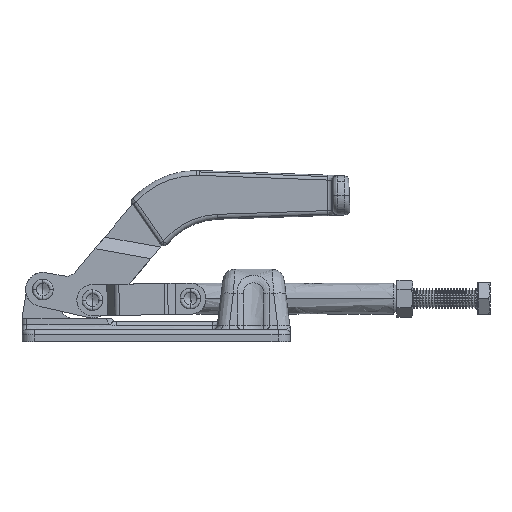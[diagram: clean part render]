
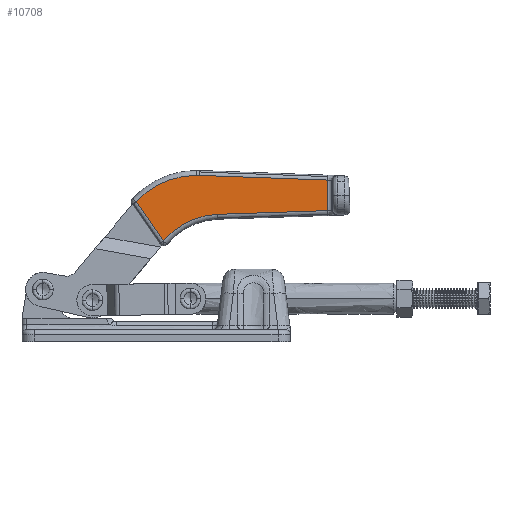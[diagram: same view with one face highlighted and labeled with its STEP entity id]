
A CAD part, left-side view. The second image highlights one B-rep face of the part: STEP entity #10708.
In plain terms, the highlighted planar face has unit normal (-1, 0, 0).
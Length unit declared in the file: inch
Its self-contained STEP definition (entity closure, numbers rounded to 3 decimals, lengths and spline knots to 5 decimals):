
#5281=VERTEX_POINT('',#13667);
#5466=EDGE_CURVE('',#7358,#7522,#13871,.T.);
#5812=EDGE_CURVE('',#5281,#10886,#14248,.T.);
#6317=EDGE_CURVE('',#7522,#11294,#14786,.T.);
#6840=VERTEX_POINT('',#15353);
#7358=VERTEX_POINT('',#15910);
#7522=VERTEX_POINT('',#16092);
#7964=EDGE_CURVE('',#10886,#6840,#16577,.T.);
#8483=EDGE_CURVE('',#9572,#9775,#17146,.T.);
#9280=EDGE_CURVE('',#11294,#9572,#18026,.T.);
#9367=EDGE_CURVE('',#6840,#7358,#18117,.T.);
#9572=VERTEX_POINT('',#18342);
#9775=VERTEX_POINT('',#18564);
#10242=EDGE_CURVE('',#9775,#5281,#19077,.T.);
#10708=ADVANCED_FACE('',(#19586),#19587,.F.);
#10886=VERTEX_POINT('',#19780);
#11294=VERTEX_POINT('',#20226);
#13667=CARTESIAN_POINT('',(-0.18504,2.0398,0.92717));
#13871=LINE('',#27302,#27303);
#14248=LINE('',#28521,#28522);
#14786=LINE('',#29584,#29585);
#15353=CARTESIAN_POINT('',(-0.18504,1.50622,1.98153));
#15910=CARTESIAN_POINT('',(-0.18504,1.45844,1.98066));
#16092=CARTESIAN_POINT('',(-0.18504,-0.60336,1.90593));
#16577=CIRCLE('',#36640,1.3189);
#17146=CIRCLE('',#38399,0.15748);
#18026=LINE('',#40867,#40868);
#18117=CIRCLE('',#41011,1.3189);
#18342=CARTESIAN_POINT('',(-0.18504,1.16707,1.35526));
#18564=CARTESIAN_POINT('',(-0.18504,1.16811,1.35522));
#19077=CIRCLE('',#44473,1.20079);
#19586=FACE_OUTER_BOUND('',#47281,.T.);
#19587=PLANE('',#47282);
#19780=CARTESIAN_POINT('',(-0.18504,2.47588,1.55664));
#20226=CARTESIAN_POINT('',(-0.18504,-0.60336,1.41473));
#27302=CARTESIAN_POINT('',(-0.18504,0.52404,1.94679));
#27303=VECTOR('',#54468,1.0);
#28521=CARTESIAN_POINT('',(-0.18504,2.09499,1.00684));
#28522=VECTOR('',#54896,1.0);
#29584=CARTESIAN_POINT('',(-0.18504,-0.60336,1.62105));
#29585=VECTOR('',#55467,1.0);
#36640=AXIS2_PLACEMENT_3D('',#57607,#57608,#57609);
#38399=AXIS2_PLACEMENT_3D('',#58318,#58319,#58320);
#40867=CARTESIAN_POINT('',(-0.18504,0.44912,1.37938));
#40868=VECTOR('',#59440,1.0);
#41011=AXIS2_PLACEMENT_3D('',#59518,#59519,#59520);
#44473=AXIS2_PLACEMENT_3D('',#60641,#60642,#60643);
#47281=EDGE_LOOP('',(#61244,#61245,#61246,#61247,#61248,#61249,#61250,#61251));
#47282=AXIS2_PLACEMENT_3D('',#61252,#61253,#61254);
#54468=DIRECTION('',(0.,-0.999,-0.036));
#54896=DIRECTION('',(0.,0.569,0.822));
#55467=DIRECTION('',(0.,0.0,-1.0));
#57607=CARTESIAN_POINT('',(-0.18504,1.50622,0.66263));
#57608=DIRECTION('',(1.0,0.,0.));
#57609=DIRECTION('',(0.,0.406,0.914));
#58318=CARTESIAN_POINT('',(-0.18504,1.16178,1.19787));
#58319=DIRECTION('',(-1.0,0.,0.));
#58320=DIRECTION('',(0.,0.037,0.999));
#59440=DIRECTION('',(0.,0.999,-0.034));
#59518=CARTESIAN_POINT('',(-0.18504,1.50622,0.66263));
#59519=DIRECTION('',(1.0,0.,0.));
#59520=DIRECTION('',(0.,0.406,0.914));
#60641=CARTESIAN_POINT('',(-0.18504,1.11987,0.1554));
#60642=DIRECTION('',(-1.0,0.,0.));
#60643=DIRECTION('',(0.,0.482,0.876));
#61244=ORIENTED_EDGE('',*,*,#9280,.F.);
#61245=ORIENTED_EDGE('',*,*,#6317,.F.);
#61246=ORIENTED_EDGE('',*,*,#5466,.F.);
#61247=ORIENTED_EDGE('',*,*,#9367,.F.);
#61248=ORIENTED_EDGE('',*,*,#7964,.F.);
#61249=ORIENTED_EDGE('',*,*,#5812,.F.);
#61250=ORIENTED_EDGE('',*,*,#10242,.F.);
#61251=ORIENTED_EDGE('',*,*,#8483,.F.);
#61252=CARTESIAN_POINT('',(-0.18504,0.79984,1.58455));
#61253=DIRECTION('',(1.0,0.,0.));
#61254=DIRECTION('',(0.,0.0,-1.0));
